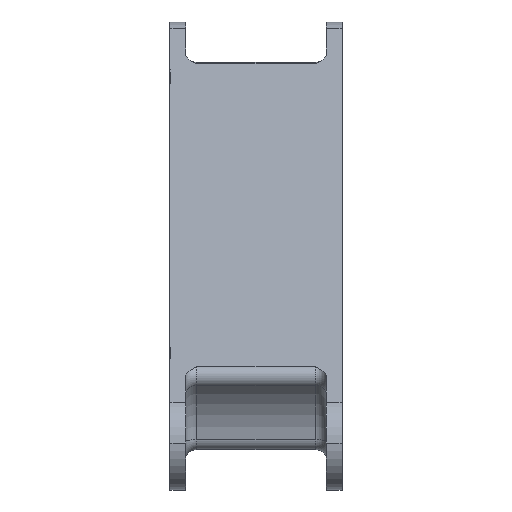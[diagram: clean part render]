
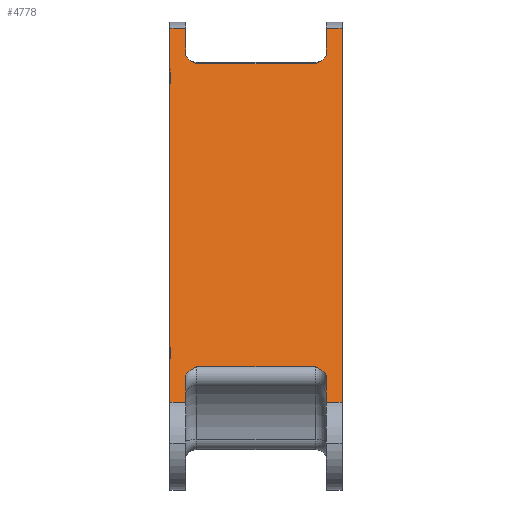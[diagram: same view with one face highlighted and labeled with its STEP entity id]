
A CAD part, top view. The second image highlights one B-rep face of the part: STEP entity #4778.
In plain terms, the highlighted planar face has unit normal (0, 0.866, 0.5).
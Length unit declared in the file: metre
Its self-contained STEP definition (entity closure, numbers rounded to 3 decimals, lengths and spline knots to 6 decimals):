
#83=B_SPLINE_CURVE_WITH_KNOTS('',3,(#7967,#7968,#7969,#7970,#7971),
 .UNSPECIFIED.,.F.,.F.,(4,1,4),(0.,0.003071,0.006142),
 .UNSPECIFIED.);
#84=B_SPLINE_CURVE_WITH_KNOTS('',3,(#7975,#7976,#7977,#7978,#7979),
 .UNSPECIFIED.,.F.,.F.,(4,1,4),(0.,0.003071,0.006142),
 .UNSPECIFIED.);
#85=B_SPLINE_CURVE_WITH_KNOTS('',3,(#7985,#7986,#7987,#7988,#7989),
 .UNSPECIFIED.,.F.,.F.,(4,1,4),(0.,0.003071,0.006142),
 .UNSPECIFIED.);
#86=B_SPLINE_CURVE_WITH_KNOTS('',3,(#7993,#7994,#7995,#7996,#7997),
 .UNSPECIFIED.,.F.,.F.,(4,1,4),(0.,0.003071,0.006142),
 .UNSPECIFIED.);
#87=B_SPLINE_CURVE_WITH_KNOTS('',3,(#8000,#8001,#8002,#8003),
 .UNSPECIFIED.,.F.,.F.,(4,4),(0.,0.002421),.UNSPECIFIED.);
#88=B_SPLINE_CURVE_WITH_KNOTS('',3,(#8007,#8008,#8009,#8010),
 .UNSPECIFIED.,.F.,.F.,(4,4),(0.,0.00242),.UNSPECIFIED.);
#89=B_SPLINE_CURVE_WITH_KNOTS('',3,(#8011,#8012,#8013,#8014),
 .UNSPECIFIED.,.F.,.F.,(4,4),(0.,0.002421),.UNSPECIFIED.);
#90=B_SPLINE_CURVE_WITH_KNOTS('',3,(#8018,#8019,#8020,#8021),
 .UNSPECIFIED.,.F.,.F.,(4,4),(0.,0.00242),.UNSPECIFIED.);
#189=PLANE('',#5225);
#476=LINE('',#7844,#825);
#479=LINE('',#7858,#828);
#482=LINE('',#7871,#831);
#483=LINE('',#7883,#832);
#485=LINE('',#7889,#834);
#486=LINE('',#7895,#835);
#496=LINE('',#7959,#845);
#497=LINE('',#7965,#846);
#498=LINE('',#7973,#847);
#499=LINE('',#7981,#848);
#500=LINE('',#7982,#849);
#501=LINE('',#7983,#850);
#502=LINE('',#7991,#851);
#503=LINE('',#7999,#852);
#504=LINE('',#8005,#853);
#505=LINE('',#8016,#854);
#825=VECTOR('',#6263,1.);
#828=VECTOR('',#6280,1.);
#831=VECTOR('',#6291,1.);
#832=VECTOR('',#6308,1.);
#834=VECTOR('',#6314,1.);
#835=VECTOR('',#6321,1.);
#845=VECTOR('',#6341,1.);
#846=VECTOR('',#6348,1.);
#847=VECTOR('',#6349,1.);
#848=VECTOR('',#6350,1.);
#849=VECTOR('',#6351,1.);
#850=VECTOR('',#6352,1.);
#851=VECTOR('',#6353,1.);
#852=VECTOR('',#6354,1.);
#853=VECTOR('',#6355,1.);
#854=VECTOR('',#6356,1.);
#1576=ORIENTED_EDGE('',*,*,#2797,.F.);
#1577=ORIENTED_EDGE('',*,*,#2798,.T.);
#1578=ORIENTED_EDGE('',*,*,#2799,.T.);
#1579=ORIENTED_EDGE('',*,*,#2800,.T.);
#1580=ORIENTED_EDGE('',*,*,#2801,.T.);
#1581=ORIENTED_EDGE('',*,*,#2773,.F.);
#1582=ORIENTED_EDGE('',*,*,#2802,.F.);
#1583=ORIENTED_EDGE('',*,*,#2794,.T.);
#1584=ORIENTED_EDGE('',*,*,#2803,.T.);
#1585=ORIENTED_EDGE('',*,*,#2804,.T.);
#1586=ORIENTED_EDGE('',*,*,#2805,.T.);
#1587=ORIENTED_EDGE('',*,*,#2806,.T.);
#1588=ORIENTED_EDGE('',*,*,#2807,.F.);
#1589=ORIENTED_EDGE('',*,*,#2770,.T.);
#1590=ORIENTED_EDGE('',*,*,#2759,.T.);
#1591=ORIENTED_EDGE('',*,*,#2808,.T.);
#1592=ORIENTED_EDGE('',*,*,#2809,.T.);
#1593=ORIENTED_EDGE('',*,*,#2810,.T.);
#1594=ORIENTED_EDGE('',*,*,#2744,.T.);
#1595=ORIENTED_EDGE('',*,*,#2811,.T.);
#1596=ORIENTED_EDGE('',*,*,#2812,.T.);
#1597=ORIENTED_EDGE('',*,*,#2813,.T.);
#1598=ORIENTED_EDGE('',*,*,#2753,.T.);
#1599=ORIENTED_EDGE('',*,*,#2767,.F.);
#2744=EDGE_CURVE('',#3395,#3398,#476,.T.);
#2753=EDGE_CURVE('',#3403,#3402,#479,.T.);
#2759=EDGE_CURVE('',#3409,#3408,#482,.T.);
#2767=EDGE_CURVE('',#3411,#3402,#483,.T.);
#2770=EDGE_CURVE('',#3414,#3409,#485,.T.);
#2773=EDGE_CURVE('',#3415,#3416,#486,.T.);
#2794=EDGE_CURVE('',#3429,#3428,#496,.T.);
#2797=EDGE_CURVE('',#3431,#3411,#497,.T.);
#2798=EDGE_CURVE('',#3431,#3432,#83,.T.);
#2799=EDGE_CURVE('',#3432,#3433,#498,.T.);
#2800=EDGE_CURVE('',#3433,#3434,#84,.F.);
#2801=EDGE_CURVE('',#3434,#3416,#499,.T.);
#2802=EDGE_CURVE('',#3429,#3415,#500,.T.);
#2803=EDGE_CURVE('',#3428,#3435,#501,.T.);
#2804=EDGE_CURVE('',#3435,#3436,#85,.T.);
#2805=EDGE_CURVE('',#3436,#3437,#502,.F.);
#2806=EDGE_CURVE('',#3437,#3438,#86,.F.);
#2807=EDGE_CURVE('',#3414,#3438,#503,.T.);
#2808=EDGE_CURVE('',#3408,#3439,#87,.T.);
#2809=EDGE_CURVE('',#3439,#3440,#504,.F.);
#2810=EDGE_CURVE('',#3440,#3395,#88,.T.);
#2811=EDGE_CURVE('',#3398,#3441,#89,.T.);
#2812=EDGE_CURVE('',#3441,#3442,#505,.F.);
#2813=EDGE_CURVE('',#3442,#3403,#90,.T.);
#3395=VERTEX_POINT('',#7838);
#3398=VERTEX_POINT('',#7843);
#3402=VERTEX_POINT('',#7857);
#3403=VERTEX_POINT('',#7859);
#3408=VERTEX_POINT('',#7870);
#3409=VERTEX_POINT('',#7872);
#3411=VERTEX_POINT('',#7882);
#3414=VERTEX_POINT('',#7890);
#3415=VERTEX_POINT('',#7894);
#3416=VERTEX_POINT('',#7896);
#3428=VERTEX_POINT('',#7958);
#3429=VERTEX_POINT('',#7960);
#3431=VERTEX_POINT('',#7966);
#3432=VERTEX_POINT('',#7972);
#3433=VERTEX_POINT('',#7974);
#3434=VERTEX_POINT('',#7980);
#3435=VERTEX_POINT('',#7984);
#3436=VERTEX_POINT('',#7990);
#3437=VERTEX_POINT('',#7992);
#3438=VERTEX_POINT('',#7998);
#3439=VERTEX_POINT('',#8004);
#3440=VERTEX_POINT('',#8006);
#3441=VERTEX_POINT('',#8015);
#3442=VERTEX_POINT('',#8017);
#4007=EDGE_LOOP('',(#1576,#1577,#1578,#1579,#1580,#1581,#1582,#1583,#1584,
#1585,#1586,#1587,#1588,#1589,#1590,#1591,#1592,#1593,#1594,#1595,#1596,
#1597,#1598,#1599));
#4334=FACE_BOUND('',#4007,.T.);
#4778=ADVANCED_FACE('',(#4334),#189,.F.);
#5225=AXIS2_PLACEMENT_3D('',#7964,#6346,#6347);
#6263=DIRECTION('',(0.,-0.5,0.866));
#6280=DIRECTION('',(0.,-0.5,0.866));
#6291=DIRECTION('',(0.,-0.5,0.866));
#6308=DIRECTION('',(-1.,0.,0.));
#6314=DIRECTION('',(-1.,0.,0.));
#6321=DIRECTION('',(-1.,0.,0.));
#6341=DIRECTION('',(-1.,0.,0.));
#6346=DIRECTION('',(0.,-0.866,-0.5));
#6347=DIRECTION('',(0.,0.5,-0.866));
#6348=DIRECTION('',(0.,-0.5,0.866));
#6349=DIRECTION('',(1.,0.,0.));
#6350=DIRECTION('',(0.,-0.5,0.866));
#6351=DIRECTION('',(0.,-0.5,0.866));
#6352=DIRECTION('',(0.,-0.5,0.866));
#6353=DIRECTION('',(1.,0.,0.));
#6354=DIRECTION('',(0.,-0.5,0.866));
#6355=DIRECTION('',(0.,0.5,-0.866));
#6356=DIRECTION('',(0.,0.5,-0.866));
#7838=CARTESIAN_POINT('',(-0.02295,-0.056885,0.082461));
#7843=CARTESIAN_POINT('',(-0.02295,-0.125464,0.201244));
#7844=CARTESIAN_POINT('',(-0.02295,-0.091175,0.141853));
#7857=CARTESIAN_POINT('',(-0.02295,-0.141175,0.228455));
#7858=CARTESIAN_POINT('',(-0.02295,-0.091175,0.141853));
#7859=CARTESIAN_POINT('',(-0.02295,-0.130385,0.209767));
#7870=CARTESIAN_POINT('',(-0.02295,-0.051964,0.073938));
#7871=CARTESIAN_POINT('',(-0.02295,-0.091175,0.141853));
#7872=CARTESIAN_POINT('',(-0.02295,-0.041175,0.05525));
#7882=CARTESIAN_POINT('',(-0.01875,-0.141175,0.228455));
#7883=CARTESIAN_POINT('',(0.02295,-0.141175,0.228455));
#7889=CARTESIAN_POINT('',(0.02295,-0.041175,0.05525));
#7890=CARTESIAN_POINT('',(-0.01875,-0.041175,0.05525));
#7894=CARTESIAN_POINT('',(0.02295,-0.141175,0.228455));
#7895=CARTESIAN_POINT('',(0.02295,-0.141175,0.228455));
#7896=CARTESIAN_POINT('',(0.01875,-0.141175,0.228455));
#7958=CARTESIAN_POINT('',(0.01875,-0.041175,0.05525));
#7959=CARTESIAN_POINT('',(0.02295,-0.041175,0.05525));
#7960=CARTESIAN_POINT('',(0.02295,-0.041175,0.05525));
#7964=CARTESIAN_POINT('',(0.02295,-0.091175,0.141853));
#7965=CARTESIAN_POINT('',(-0.01875,-0.137675,0.222393));
#7966=CARTESIAN_POINT('',(-0.01875,-0.13423,0.216426));
#7967=CARTESIAN_POINT('',(-0.01875,-0.13423,0.216426));
#7968=CARTESIAN_POINT('',(-0.01875,-0.13371,0.215526));
#7969=CARTESIAN_POINT('',(-0.017949,-0.13273,0.213828));
#7970=CARTESIAN_POINT('',(-0.016474,-0.131994,0.212553));
#7971=CARTESIAN_POINT('',(-0.01575,-0.131632,0.211926));
#7972=CARTESIAN_POINT('',(-0.01575,-0.131632,0.211926));
#7973=CARTESIAN_POINT('',(0.02295,-0.131632,0.211926));
#7974=CARTESIAN_POINT('',(0.01575,-0.131632,0.211926));
#7975=CARTESIAN_POINT('',(0.01875,-0.13423,0.216426));
#7976=CARTESIAN_POINT('',(0.01875,-0.13371,0.215526));
#7977=CARTESIAN_POINT('',(0.017949,-0.13273,0.213828));
#7978=CARTESIAN_POINT('',(0.016474,-0.131994,0.212553));
#7979=CARTESIAN_POINT('',(0.01575,-0.131632,0.211926));
#7980=CARTESIAN_POINT('',(0.01875,-0.13423,0.216426));
#7981=CARTESIAN_POINT('',(0.01875,-0.137675,0.222393));
#7982=CARTESIAN_POINT('',(0.02295,-0.091175,0.141853));
#7983=CARTESIAN_POINT('',(0.01875,-0.044675,0.061312));
#7984=CARTESIAN_POINT('',(0.01875,-0.04812,0.067279));
#7985=CARTESIAN_POINT('',(0.01875,-0.04812,0.067279));
#7986=CARTESIAN_POINT('',(0.01875,-0.04864,0.068179));
#7987=CARTESIAN_POINT('',(0.017949,-0.049619,0.069877));
#7988=CARTESIAN_POINT('',(0.016474,-0.050356,0.071152));
#7989=CARTESIAN_POINT('',(0.01575,-0.050718,0.071779));
#7990=CARTESIAN_POINT('',(0.01575,-0.050718,0.071779));
#7991=CARTESIAN_POINT('',(0.02295,-0.050718,0.071779));
#7992=CARTESIAN_POINT('',(-0.01575,-0.050718,0.071779));
#7993=CARTESIAN_POINT('',(-0.01875,-0.04812,0.067279));
#7994=CARTESIAN_POINT('',(-0.01875,-0.04864,0.068179));
#7995=CARTESIAN_POINT('',(-0.017949,-0.049619,0.069877));
#7996=CARTESIAN_POINT('',(-0.016474,-0.050356,0.071152));
#7997=CARTESIAN_POINT('',(-0.01575,-0.050718,0.071779));
#7998=CARTESIAN_POINT('',(-0.01875,-0.04812,0.067279));
#7999=CARTESIAN_POINT('',(-0.01875,-0.044675,0.061312));
#8000=CARTESIAN_POINT('',(-0.02295,-0.051964,0.073938));
#8001=CARTESIAN_POINT('',(-0.02295,-0.052368,0.074637));
#8002=CARTESIAN_POINT('',(-0.022886,-0.052771,0.075336));
#8003=CARTESIAN_POINT('',(-0.022886,-0.053175,0.076035));
#8004=CARTESIAN_POINT('',(-0.022886,-0.053175,0.076035));
#8005=CARTESIAN_POINT('',(-0.022886,-0.091175,0.141853));
#8006=CARTESIAN_POINT('',(-0.022886,-0.055675,0.080365));
#8007=CARTESIAN_POINT('',(-0.022886,-0.055675,0.080365));
#8008=CARTESIAN_POINT('',(-0.022886,-0.056078,0.081063));
#8009=CARTESIAN_POINT('',(-0.02295,-0.056482,0.081762));
#8010=CARTESIAN_POINT('',(-0.02295,-0.056885,0.082461));
#8011=CARTESIAN_POINT('',(-0.02295,-0.125464,0.201244));
#8012=CARTESIAN_POINT('',(-0.02295,-0.125868,0.201943));
#8013=CARTESIAN_POINT('',(-0.022886,-0.126271,0.202641));
#8014=CARTESIAN_POINT('',(-0.022886,-0.126675,0.20334));
#8015=CARTESIAN_POINT('',(-0.022886,-0.126675,0.20334));
#8016=CARTESIAN_POINT('',(-0.022886,-0.091175,0.141853));
#8017=CARTESIAN_POINT('',(-0.022886,-0.129175,0.20767));
#8018=CARTESIAN_POINT('',(-0.022886,-0.129175,0.20767));
#8019=CARTESIAN_POINT('',(-0.022886,-0.129578,0.208369));
#8020=CARTESIAN_POINT('',(-0.02295,-0.129982,0.209068));
#8021=CARTESIAN_POINT('',(-0.02295,-0.130385,0.209767));
